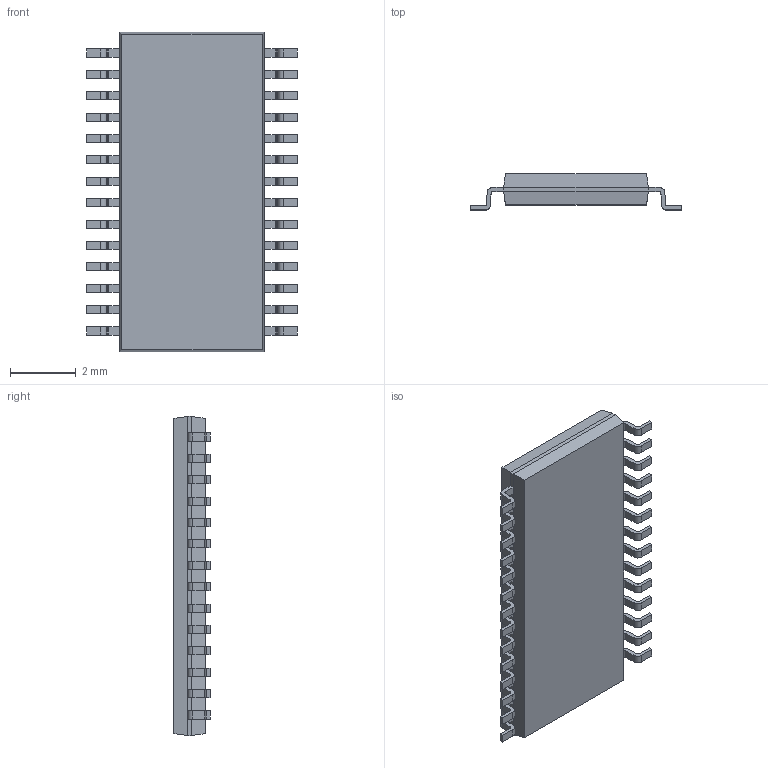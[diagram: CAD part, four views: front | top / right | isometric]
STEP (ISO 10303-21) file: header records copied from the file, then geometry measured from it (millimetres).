
FILE_DESCRIPTION (( 'STEP AP214' ), '1' );
FILE_NAME ('U28+1.STEP', '2021-01-07T10:39:32', ( '' ), ( '' ), 'SwSTEP 2.0', 'SolidWorks 2018', '' );
FILE_SCHEMA (( 'AUTOMOTIVE_DESIGN' ));
Length unit declared in the file: millimetre
Products named in the file (1): U28+1
Bounding box: 6.4 x 1.1 x 9.7 mm (x, y, z)
Volume: 41.1 mm3; surface area: 140.3 mm2
Topology: 29 solids, 29 shells, 406 faces, 1036 edges, 688 vertices
Faces by surface type: plane 294, cylinder 112
Entity records: 12506 total; most frequent: CARTESIAN_POINT 2131, DIRECTION 2074, ORIENTED_EDGE 2072, EDGE_CURVE 1036, LINE 812, VECTOR 812, VERTEX_POINT 688, AXIS2_PLACEMENT_3D 631
